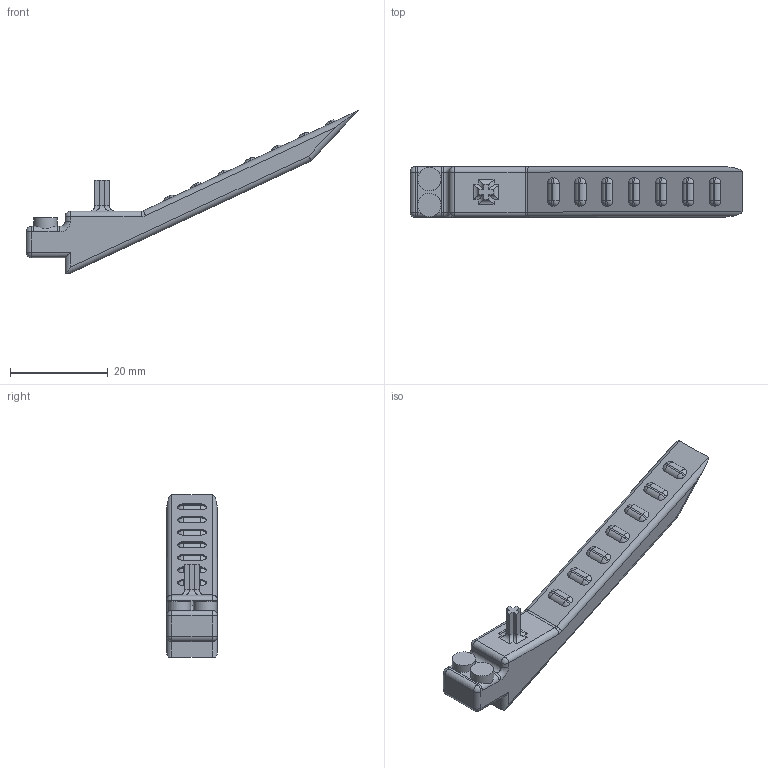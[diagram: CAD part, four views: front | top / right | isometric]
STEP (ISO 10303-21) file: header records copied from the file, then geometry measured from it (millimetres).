
FILE_DESCRIPTION(/* description */ ('STEP AP242','CAx-IF Rec.Pracs.---Representation and Presentation of Product Manufacturing Information (PMI)---4.0---2014-10-13','CAx-IF Rec.Pracs.---3D Tessellated Geometry---0.4---2014-09-14','2;1'),/* implementation_level */ '2;1');
FILE_NAME(/* name */ '66b06f654d7bf54af7cea7c8',/* time_stamp */ '2024-08-05T06:21:25Z',/* author */ (''),/* organization */ (''),/* preprocessor_version */ 'ST-DEVELOPER v20',/* originating_system */ ' ',/* authorisation */ ' ');
FILE_SCHEMA (('AP242_MANAGED_MODEL_BASED_3D_ENGINEERING_MIM_LF { 1 0 10303 442 1 1 4 }'));
Length unit declared in the file: metre
Products named in the file (1): Part 1
Bounding box: 68.09 x 10.41 x 33.33 mm (x, y, z)
Volume: 4530.7 mm3; surface area: 2525.9 mm2
Topology: 1 solids, 1 shells, 143 faces, 357 edges, 190 vertices
Faces by surface type: cylinder 69, plane 36, sphere 34, torus 4
Full cylindrical faces by diameter (mm): 4.775 x2
Entity records: 3969 total; most frequent: DIRECTION 747, CARTESIAN_POINT 683, ORIENTED_EDGE 638, EDGE_CURVE 319, AXIS2_PLACEMENT_3D 290, VERTEX_POINT 188, LINE 167, VECTOR 167
